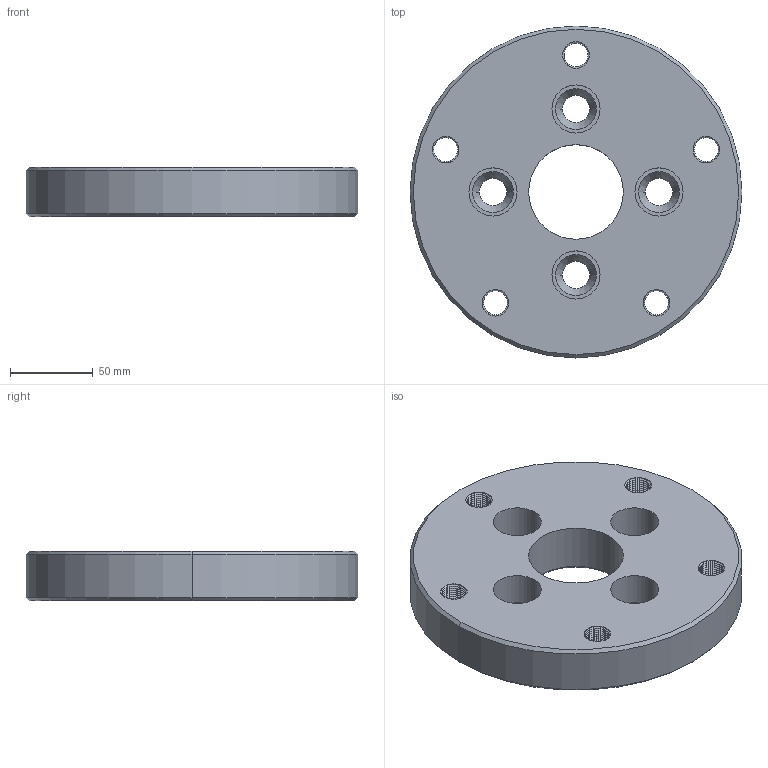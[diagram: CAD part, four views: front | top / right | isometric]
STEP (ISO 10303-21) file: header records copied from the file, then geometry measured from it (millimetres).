
FILE_DESCRIPTION (( 'STEP AP203' ), '1' );
FILE_NAME ('cale.STEP', '2022-03-07T11:16:01', ( '' ), ( '' ), 'SwSTEP 2.0', 'SolidWorks 2020', '' );
FILE_SCHEMA (( 'CONFIG_CONTROL_DESIGN' ));
Length unit declared in the file: millimetre
Products named in the file (1): cale
Bounding box: 200 x 200 x 30 mm (x, y, z)
Volume: 771257.3 mm3; surface area: 96822.2 mm2
Topology: 1 solids, 1 shells, 260 faces, 733 edges, 479 vertices
Faces by surface type: cylinder 215, plane 16, bspline 15, cone 14
Entity records: 22161 total; most frequent: CARTESIAN_POINT 16548, ORIENTED_EDGE 1466, DIRECTION 879, EDGE_CURVE 733, VERTEX_POINT 479, AXIS2_PLACEMENT_3D 320, EDGE_LOOP 284, ADVANCED_FACE 260
